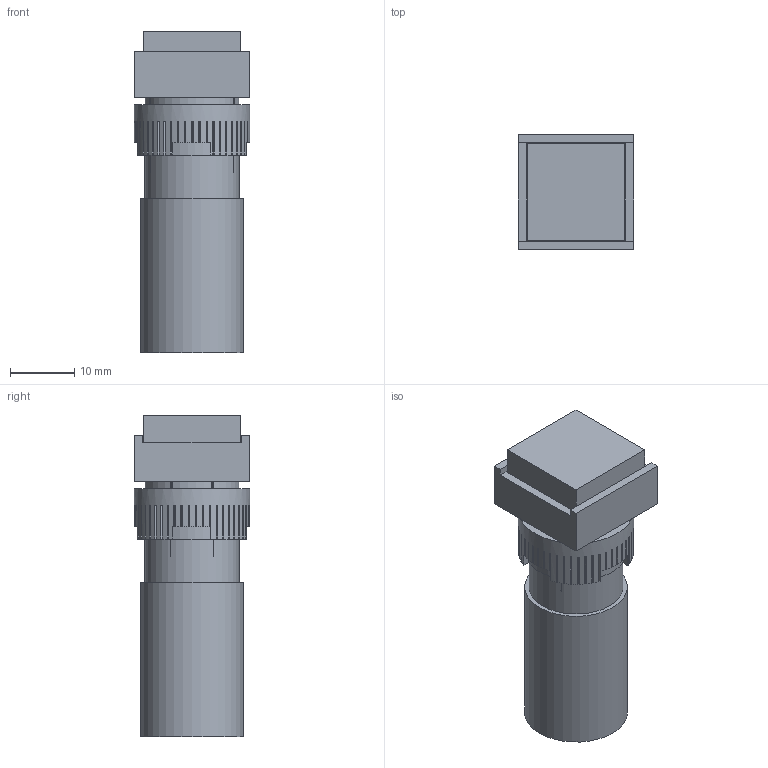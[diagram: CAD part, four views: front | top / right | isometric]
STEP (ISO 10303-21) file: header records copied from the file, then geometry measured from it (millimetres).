
FILE_DESCRIPTION(/* description */ (''),/* implementation_level */ '2;1');
FILE_NAME(/* name */ 'P16xxS11Hxxxxxx.stp',/* time_stamp */ '2025-05-27T14:24:27-05:00',/* author */ ('mroman'),/* organization */ (''),/* preprocessor_version */ 'ST-DEVELOPER v18.1',/* originating_system */ 'Autodesk Inventor 2022',/* authorisation */ '');
FILE_SCHEMA (('AUTOMOTIVE_DESIGN { 1 0 10303 214 3 1 1 }'));
Length unit declared in the file: centimetre
Products named in the file (1): P16xxS11Hxxxxxx
Bounding box: 18 x 18 x 50.12 mm (x, y, z)
Volume: 7221.9 mm3; surface area: 9019.5 mm2
Topology: 1 solids, 2 shells, 458 faces, 1310 edges, 870 vertices
Faces by surface type: plane 414, cylinder 43, cone 1
Full cylindrical faces by diameter (mm): 3.1 x2, 8.4 x1, 14.7 x3, 16 x1, 18 x1
Entity records: 14927 total; most frequent: CARTESIAN_POINT 2677, ORIENTED_EDGE 2620, DIRECTION 2440, EDGE_CURVE 1310, LINE 1090, VECTOR 1090, VERTEX_POINT 870, AXIS2_PLACEMENT_3D 675
